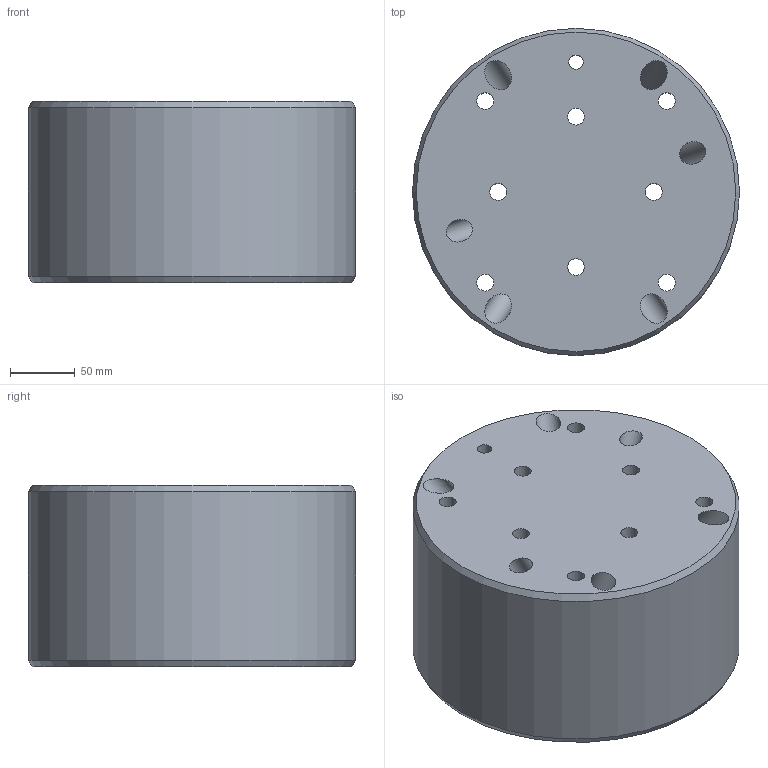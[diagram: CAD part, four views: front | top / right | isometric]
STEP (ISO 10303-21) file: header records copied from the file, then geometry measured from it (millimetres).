
FILE_DESCRIPTION(('FreeCAD Model'),'2;1');
FILE_NAME('Open CASCADE Shape Model','2023-07-21T15:11:53',('A. MOREL'), ('STEELMAG INTERNATIONAL'),'Open CASCADE STEP processor 7.6','FreeCAD' ,'Unknown');
FILE_SCHEMA(('AUTOMOTIVE_DESIGN { 1 0 10303 214 1 1 1 1 }'));
Length unit declared in the file: millimetre
Products named in the file (1): Body
Bounding box: 252.2 x 252.2 x 140 mm (x, y, z)
Volume: 6468892.8 mm3; surface area: 322395.4 mm2
Topology: 1 solids, 1 shells, 59 faces, 151 edges, 97 vertices
Faces by surface type: cylinder 34, cone 14, plane 11
Full cylindrical faces by diameter (mm): 8.5 x8, 11 x1, 12 x1, 13 x8, 17 x2, 19 x4, 20 x8, 45 x1, 252.2 x1
Entity records: 8646 total; most frequent: CARTESIAN_POINT 5758, DIRECTION 515, ORIENTED_EDGE 284, PCURVE 284, DEFINITIONAL_REPRESENTATION 284, LINE 219, VECTOR 219, EDGE_CURVE 142
